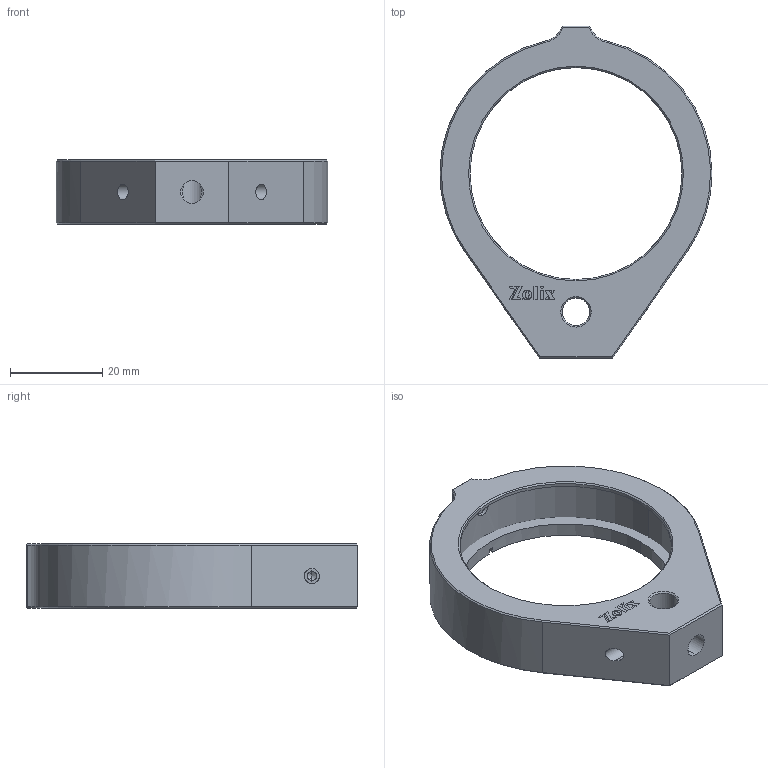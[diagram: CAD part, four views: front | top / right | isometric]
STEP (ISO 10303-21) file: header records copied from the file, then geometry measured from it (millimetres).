
FILE_DESCRIPTION (( 'STEP AP214' ), '1' );
FILE_NAME ('NLB50.8-B.step', '2019-05-10T01:44:22', ( '' ), ( '' ), 'SwSTEP 2.0', 'SolidWorks 2016', '' );
FILE_SCHEMA (( 'AUTOMOTIVE_DESIGN' ));
Length unit declared in the file: millimetre
Products named in the file (1): NLB50.8-B
Bounding box: 59 x 72 x 14 mm (x, y, z)
Volume: 15465 mm3; surface area: 10435.2 mm2
Topology: 8 solids, 8 shells, 302 faces, 776 edges, 495 vertices
Faces by surface type: plane 224, cone 43, cylinder 35
Entity records: 12631 total; most frequent: CARTESIAN_POINT 1830, ORIENTED_EDGE 1540, DIRECTION 1476, EDGE_CURVE 770, LINE 614, VECTOR 614, VERTEX_POINT 495, AXIS2_PLACEMENT_3D 431
